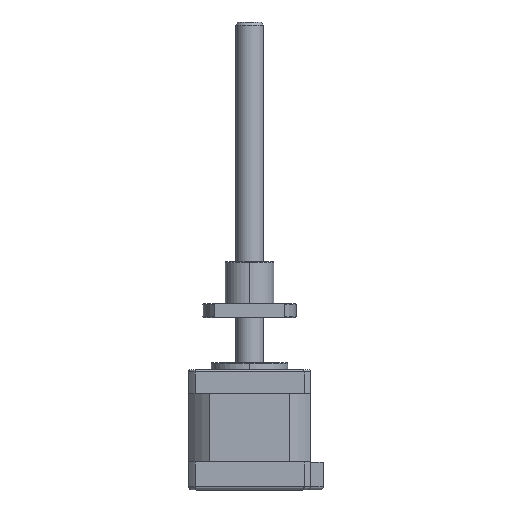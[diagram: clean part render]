
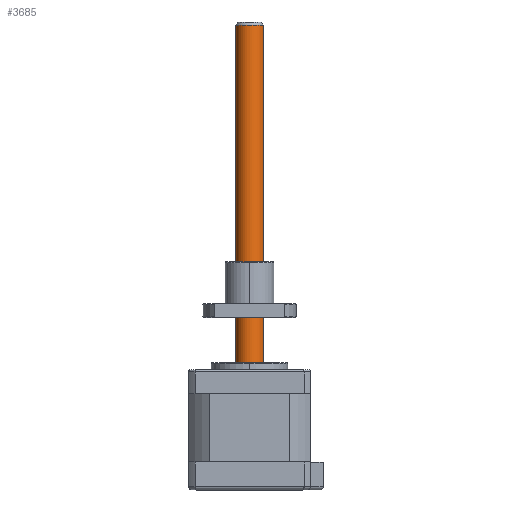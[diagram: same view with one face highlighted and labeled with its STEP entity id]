
A CAD part, top view. The second image highlights one B-rep face of the part: STEP entity #3685.
In plain terms, the highlighted cylindrical face has radius 4 mm (diameter 8 mm), a partial arc.
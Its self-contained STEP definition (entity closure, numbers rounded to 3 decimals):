
#857 = DIRECTION ( 'NONE',  ( 0., -1., 0. ) ) ;
#1187 = VERTEX_POINT ( 'NONE', #6238 ) ;
#1669 = CARTESIAN_POINT ( 'NONE',  ( -4.709, 114.993, 16.638 ) ) ;
#1673 = DIRECTION ( 'NONE',  ( 0., -1., 0. ) ) ;
#1830 = LINE ( 'NONE', #7757, #6067 ) ;
#2229 = DIRECTION ( 'NONE',  ( 0., -1., 0. ) ) ;
#2468 = VECTOR ( 'NONE', #857, 1000. ) ;
#2488 = DIRECTION ( 'NONE',  ( 1., 0., 0. ) ) ;
#2749 = VERTEX_POINT ( 'NONE', #6015 ) ;
#2938 = EDGE_CURVE ( 'NONE', #8632, #2749, #4553, .T. ) ;
#3012 = EDGE_CURVE ( 'NONE', #6693, #1187, #8021, .T. ) ;
#3685 = ADVANCED_FACE ( 'NONE', ( #4661 ), #8385, .T. ) ;
#3716 = EDGE_LOOP ( 'NONE', ( #4637, #3964, #5510, #7921 ) ) ;
#3964 = ORIENTED_EDGE ( 'NONE', *, *, #3012, .T. ) ;
#4036 = CARTESIAN_POINT ( 'NONE',  ( -4.709, 115.993, 16.638 ) ) ;
#4060 = EDGE_CURVE ( 'NONE', #1187, #2749, #1830, .T. ) ;
#4199 = EDGE_CURVE ( 'NONE', #6693, #8632, #8545, .T. ) ;
#4553 = CIRCLE ( 'NONE', #4986, 4. ) ;
#4637 = ORIENTED_EDGE ( 'NONE', *, *, #4199, .F. ) ;
#4661 = FACE_OUTER_BOUND ( 'NONE', #3716, .T. ) ;
#4745 = DIRECTION ( 'NONE',  ( 0., -1., 0. ) ) ;
#4811 = DIRECTION ( 'NONE',  ( -1., 0., 0. ) ) ;
#4986 = AXIS2_PLACEMENT_3D ( 'NONE', #9476, #4745, #10290 ) ;
#5286 = CARTESIAN_POINT ( 'NONE',  ( -0.709, 114.993, 16.638 ) ) ;
#5510 = ORIENTED_EDGE ( 'NONE', *, *, #4060, .T. ) ;
#5589 = CARTESIAN_POINT ( 'NONE',  ( -0.709, 115.993, 16.638 ) ) ;
#6015 = CARTESIAN_POINT ( 'NONE',  ( -8.709, 15.993, 16.638 ) ) ;
#6067 = VECTOR ( 'NONE', #2229, 1000. ) ;
#6138 = AXIS2_PLACEMENT_3D ( 'NONE', #4036, #1673, #4811 ) ;
#6238 = CARTESIAN_POINT ( 'NONE',  ( -8.709, 114.993, 16.638 ) ) ;
#6693 = VERTEX_POINT ( 'NONE', #5286 ) ;
#7211 = DIRECTION ( 'NONE',  ( 0., -1., 0. ) ) ;
#7757 = CARTESIAN_POINT ( 'NONE',  ( -8.709, 115.993, 16.638 ) ) ;
#7921 = ORIENTED_EDGE ( 'NONE', *, *, #2938, .F. ) ;
#8021 = CIRCLE ( 'NONE', #8711, 4. ) ;
#8385 = CYLINDRICAL_SURFACE ( 'NONE', #6138, 4. ) ;
#8545 = LINE ( 'NONE', #5589, #2468 ) ;
#8632 = VERTEX_POINT ( 'NONE', #9971 ) ;
#8711 = AXIS2_PLACEMENT_3D ( 'NONE', #1669, #7211, #2488 ) ;
#9476 = CARTESIAN_POINT ( 'NONE',  ( -4.709, 15.993, 16.638 ) ) ;
#9971 = CARTESIAN_POINT ( 'NONE',  ( -0.709, 15.993, 16.638 ) ) ;
#10290 = DIRECTION ( 'NONE',  ( -1., 0., 0. ) ) ;
